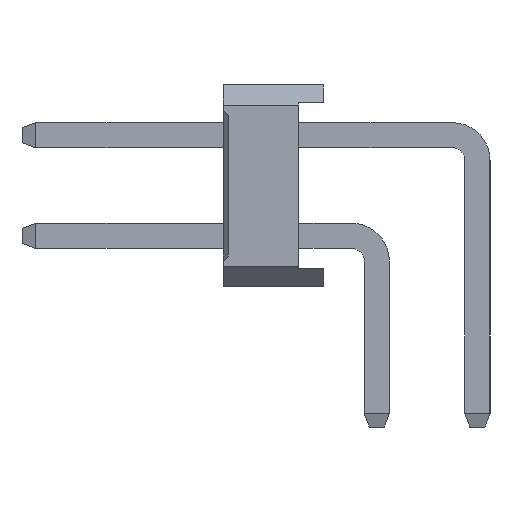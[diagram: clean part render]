
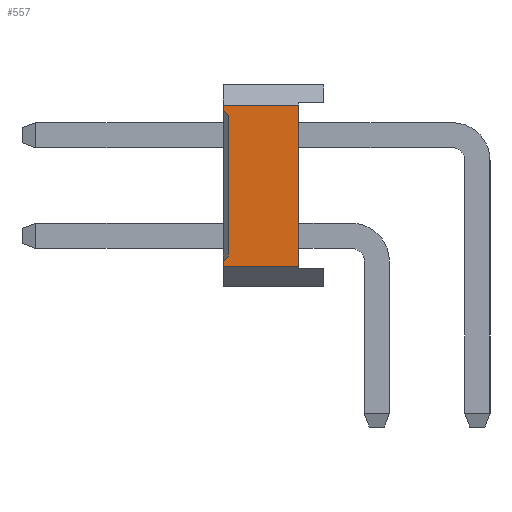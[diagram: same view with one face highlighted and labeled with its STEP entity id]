
A CAD part, left-side view. The second image highlights one B-rep face of the part: STEP entity #557.
In plain terms, the highlighted planar face has unit normal (-1, 0, 0).
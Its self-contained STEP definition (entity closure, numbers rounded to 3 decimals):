
#557=ADVANCED_FACE('',(#10001),#10003,.T.);
#10001=FACE_BOUND('',#10002,.T.);
#10002=EDGE_LOOP('',(#17657,#17658,#17659,#17660,#17661,#17662,#17663,#17664));
#10003=PLANE('',#10004);
#10004=AXIS2_PLACEMENT_3D('',#10005,#10006,#10007);
#10005=CARTESIAN_POINT('',(-1.,1.05,0.4));
#10006=DIRECTION('',(-1.,0.,0.));
#10007=DIRECTION('',(0.,0.,1.));
#17657=ORIENTED_EDGE('',*,*,#22725,.F.);
#17658=ORIENTED_EDGE('',*,*,#22726,.T.);
#17659=ORIENTED_EDGE('',*,*,#22727,.F.);
#17660=ORIENTED_EDGE('',*,*,#22266,.F.);
#17661=ORIENTED_EDGE('',*,*,#22723,.F.);
#17662=ORIENTED_EDGE('',*,*,#22728,.T.);
#17663=ORIENTED_EDGE('',*,*,#22729,.T.);
#17664=ORIENTED_EDGE('',*,*,#22270,.F.);
#22266=EDGE_CURVE('',#24911,#24913,#24914,.T.);
#22270=EDGE_CURVE('',#24919,#24921,#24922,.T.);
#22723=EDGE_CURVE('',#25770,#24911,#25772,.T.);
#22725=EDGE_CURVE('',#25774,#24919,#25775,.F.);
#22726=EDGE_CURVE('',#25774,#25776,#25777,.T.);
#22727=EDGE_CURVE('',#24913,#25776,#25778,.F.);
#22728=EDGE_CURVE('',#25770,#25779,#25780,.T.);
#22729=EDGE_CURVE('',#25779,#24921,#25781,.T.);
#24911=VERTEX_POINT('',#29242);
#24913=VERTEX_POINT('',#29246);
#24914=LINE('',#29247,#29248);
#24919=VERTEX_POINT('',#29258);
#24921=VERTEX_POINT('',#29262);
#24922=LINE('',#29263,#29264);
#25770=VERTEX_POINT('',#31015);
#25772=LINE('',#31019,#31020);
#25774=VERTEX_POINT('',#31025);
#25775=LINE('',#31026,#31027);
#25776=VERTEX_POINT('',#31029);
#25777=LINE('',#31030,#31031);
#25778=LINE('',#31033,#31034);
#25779=VERTEX_POINT('',#31036);
#25780=LINE('',#31037,#31038);
#25781=LINE('',#31040,#31041);
#29242=CARTESIAN_POINT('',(-1.,3.05,0.4));
#29246=CARTESIAN_POINT('',(-1.,3.05,0.5));
#29247=CARTESIAN_POINT('',(-1.,3.05,0.4));
#29248=VECTOR('',#29249,1.);
#29249=DIRECTION('',(0.,0.,1.));
#29258=CARTESIAN_POINT('',(-1.,3.05,3.5));
#29262=CARTESIAN_POINT('',(-1.,3.05,3.6));
#29263=CARTESIAN_POINT('',(-1.,3.05,3.5));
#29264=VECTOR('',#29265,1.);
#29265=DIRECTION('',(0.,0.,1.));
#31015=CARTESIAN_POINT('',(-1.,1.55,0.4));
#31019=CARTESIAN_POINT('',(-1.,1.55,0.4));
#31020=VECTOR('',#31021,1.);
#31021=DIRECTION('',(0.,1.,0.));
#31025=CARTESIAN_POINT('',(-1.,2.95,3.4));
#31026=CARTESIAN_POINT('',(-1.,3.05,3.5));
#31027=VECTOR('',#31028,1.);
#31028=DIRECTION('',(0.,-0.707,-0.707));
#31029=CARTESIAN_POINT('',(-1.,2.95,0.6));
#31030=CARTESIAN_POINT('',(-1.,2.95,3.4));
#31031=VECTOR('',#31032,1.);
#31032=DIRECTION('',(0.,0.,-1.));
#31033=CARTESIAN_POINT('',(-1.,2.95,0.6));
#31034=VECTOR('',#31035,1.);
#31035=DIRECTION('',(0.,0.707,-0.707));
#31036=CARTESIAN_POINT('',(-1.,1.55,3.6));
#31037=CARTESIAN_POINT('',(-1.,1.55,0.4));
#31038=VECTOR('',#31039,1.);
#31039=DIRECTION('',(0.,0.,1.));
#31040=CARTESIAN_POINT('',(-1.,1.55,3.6));
#31041=VECTOR('',#31042,1.);
#31042=DIRECTION('',(0.,1.,0.));
